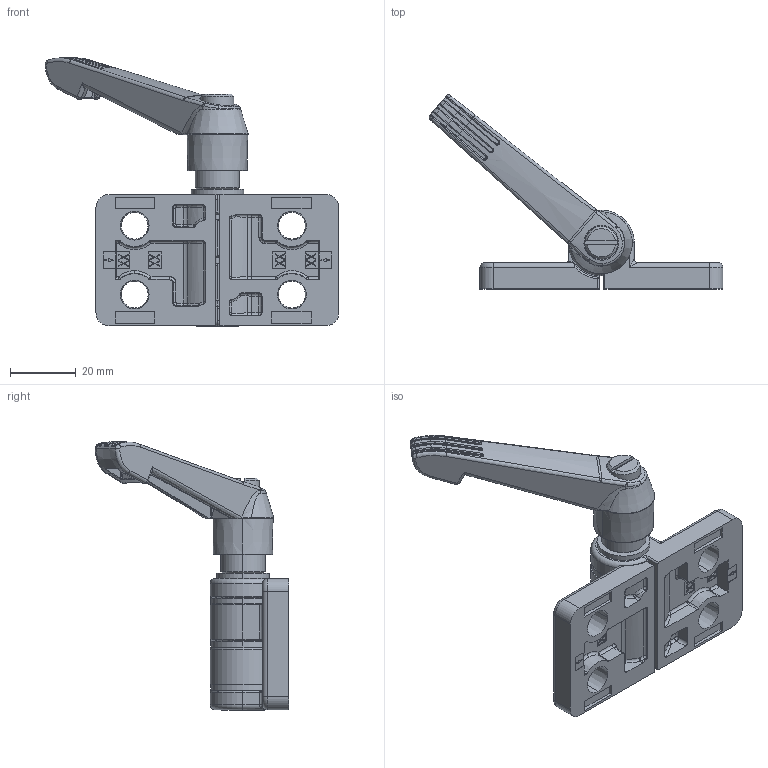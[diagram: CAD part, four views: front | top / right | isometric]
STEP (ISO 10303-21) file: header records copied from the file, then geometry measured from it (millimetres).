
FILE_DESCRIPTION (( 'STEP AP214' ), '1' );
FILE_NAME ('095zf4045f00s.STEP', '2014-09-10T07:09:51', ( '' ), ( '' ), 'SwSTEP 2.0', 'SolidWorks 2014', '' );
FILE_SCHEMA (( 'AUTOMOTIVE_DESIGN' ));
Length unit declared in the file: millimetre
Products named in the file (1): 095zf4045f00s
Bounding box: 89.46 x 59.04 x 81.92 mm (x, y, z)
Volume: 38021.3 mm3; surface area: 24619.7 mm2
Topology: 9 solids, 9 shells, 728 faces, 1829 edges, 1128 vertices
Faces by surface type: plane 269, bspline 213, cylinder 152, cone 57, torus 37
Entity records: 59659 total; most frequent: CARTESIAN_POINT 35924, ORIENTED_EDGE 3618, DIRECTION 2622, EDGE_CURVE 1809, VERTEX_POINT 1128, AXIS2_PLACEMENT_3D 901, LINE 820, VECTOR 820
